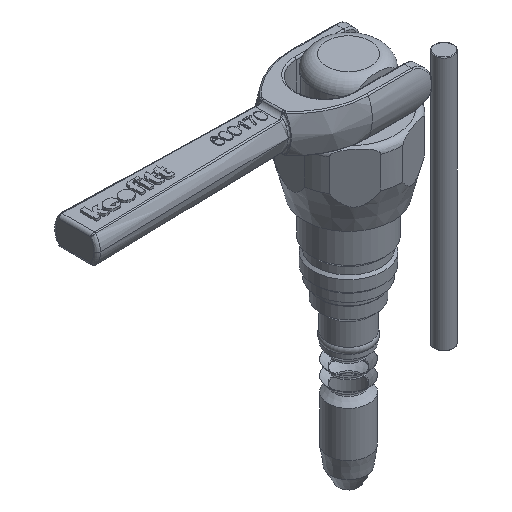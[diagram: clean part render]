
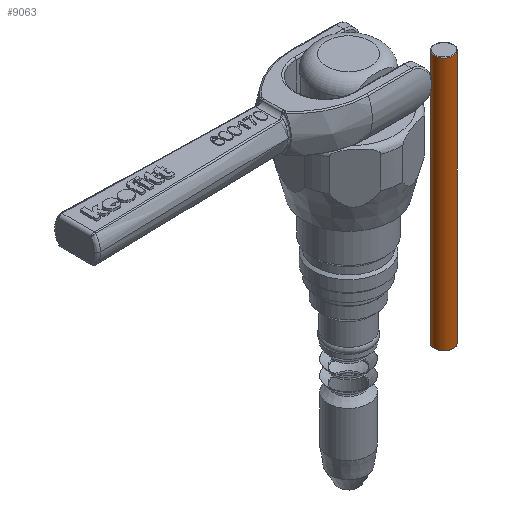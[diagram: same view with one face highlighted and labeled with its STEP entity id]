
A CAD part, isometric view. The second image highlights one B-rep face of the part: STEP entity #9063.
In plain terms, the highlighted cylindrical face has radius 3 mm (diameter 6 mm), a full revolution.
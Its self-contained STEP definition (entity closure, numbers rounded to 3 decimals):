
#1320=FACE_OUTER_BOUND('',#1845,.T.);
#1845=EDGE_LOOP('',(#7998,#7999,#8000,#8001,#8002,#8003));
#2524=LINE('',#17200,#3200);
#3200=VECTOR('',#11464,3.);
#3426=CIRCLE('',#9651,3.);
#3427=CIRCLE('',#9652,3.);
#3428=CIRCLE('',#9654,3.);
#3429=CIRCLE('',#9655,3.);
#4226=VERTEX_POINT('',#17193);
#4227=VERTEX_POINT('',#17195);
#4228=VERTEX_POINT('',#17199);
#4229=VERTEX_POINT('',#17201);
#5484=EDGE_CURVE('',#4226,#4227,#3426,.T.);
#5485=EDGE_CURVE('',#4227,#4226,#3427,.T.);
#5486=EDGE_CURVE('',#4227,#4228,#2524,.T.);
#5487=EDGE_CURVE('',#4229,#4228,#3428,.T.);
#5488=EDGE_CURVE('',#4228,#4229,#3429,.T.);
#7998=ORIENTED_EDGE('',*,*,#5484,.F.);
#7999=ORIENTED_EDGE('',*,*,#5485,.F.);
#8000=ORIENTED_EDGE('',*,*,#5486,.T.);
#8001=ORIENTED_EDGE('',*,*,#5487,.F.);
#8002=ORIENTED_EDGE('',*,*,#5488,.F.);
#8003=ORIENTED_EDGE('',*,*,#5486,.F.);
#8076=CYLINDRICAL_SURFACE('',#9653,3.);
#9063=ADVANCED_FACE('',(#1320),#8076,.T.);
#9651=AXIS2_PLACEMENT_3D('',#17196,#11458,#11459);
#9652=AXIS2_PLACEMENT_3D('',#17197,#11460,#11461);
#9653=AXIS2_PLACEMENT_3D('',#17198,#11462,#11463);
#9654=AXIS2_PLACEMENT_3D('',#17202,#11465,#11466);
#9655=AXIS2_PLACEMENT_3D('',#17203,#11467,#11468);
#11458=DIRECTION('center_axis',(0.,0.,
-1.));
#11459=DIRECTION('ref_axis',(-1.,0.,0.));
#11460=DIRECTION('center_axis',(0.,0.,
-1.));
#11461=DIRECTION('ref_axis',(-1.,0.,0.));
#11462=DIRECTION('center_axis',(0.,0.,
-1.));
#11463=DIRECTION('ref_axis',(1.,0.,0.));
#11464=DIRECTION('',(0.,0.,1.));
#11465=DIRECTION('center_axis',(0.,0.,
1.));
#11466=DIRECTION('ref_axis',(-1.,0.,0.));
#11467=DIRECTION('center_axis',(0.,0.,
1.));
#11468=DIRECTION('ref_axis',(-1.,0.,0.));
#17193=CARTESIAN_POINT('',(30.,3.,-79.695));
#17195=CARTESIAN_POINT('',(27.,0.,-79.695));
#17196=CARTESIAN_POINT('Origin',(30.,0.,-79.695));
#17197=CARTESIAN_POINT('Origin',(30.,0.,-79.695));
#17198=CARTESIAN_POINT('Origin',(30.,0.,-39.895));
#17199=CARTESIAN_POINT('',(27.,0.,-0.095));
#17200=CARTESIAN_POINT('',(27.,0.,-39.895));
#17201=CARTESIAN_POINT('',(30.,3.,-0.095));
#17202=CARTESIAN_POINT('Origin',(30.,0.,-0.095));
#17203=CARTESIAN_POINT('Origin',(30.,0.,-0.095));
